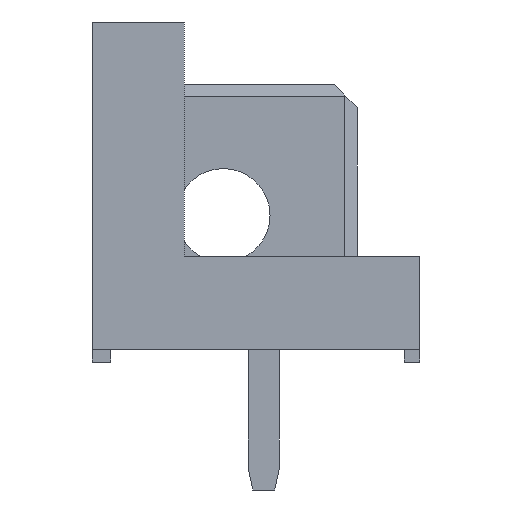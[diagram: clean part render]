
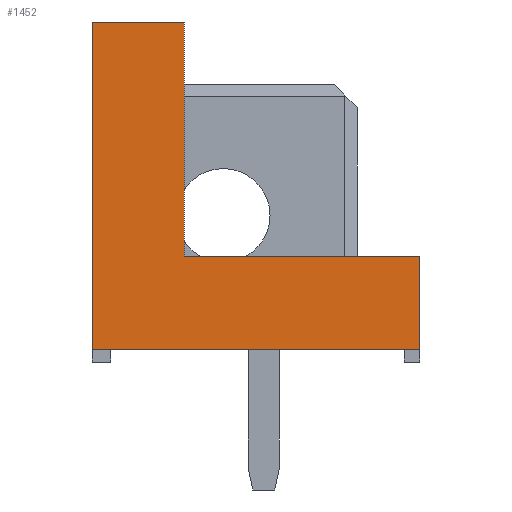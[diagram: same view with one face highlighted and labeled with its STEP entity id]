
A CAD part, left-side view. The second image highlights one B-rep face of the part: STEP entity #1452.
In plain terms, the highlighted planar face has unit normal (-1, 0, 0).
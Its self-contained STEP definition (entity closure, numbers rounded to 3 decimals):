
#1452 = ADVANCED_FACE( '', ( #3218 ), #3219, .F. );
#3218 = FACE_OUTER_BOUND( '', #5350, .T. );
#3219 = PLANE( '', #5351 );
#5350 = EDGE_LOOP( '', ( #9446, #9447, #9448, #9449, #9450, #9451 ) );
#5351 = AXIS2_PLACEMENT_3D( '', #9452, #9453, #9454 );
#9446 = ORIENTED_EDGE( '', *, *, #14948, .F. );
#9447 = ORIENTED_EDGE( '', *, *, #13764, .F. );
#9448 = ORIENTED_EDGE( '', *, *, #13960, .F. );
#9449 = ORIENTED_EDGE( '', *, *, #14256, .F. );
#9450 = ORIENTED_EDGE( '', *, *, #14949, .F. );
#9451 = ORIENTED_EDGE( '', *, *, #14950, .F. );
#9452 = CARTESIAN_POINT( '', ( -37.5, 0., 0. ) );
#9453 = DIRECTION( '', ( 1., 0., 0. ) );
#9454 = DIRECTION( '', ( 0., 0., -1. ) );
#13764 = EDGE_CURVE( '', #16768, #16770, #16771, .T. );
#13960 = EDGE_CURVE( '', #17135, #16768, #17137, .T. );
#14256 = EDGE_CURVE( '', #17608, #17135, #17610, .T. );
#14948 = EDGE_CURVE( '', #16770, #18644, #18645, .T. );
#14949 = EDGE_CURVE( '', #18646, #17608, #18647, .T. );
#14950 = EDGE_CURVE( '', #18644, #18646, #18648, .T. );
#16768 = VERTEX_POINT( '', #21044 );
#16770 = VERTEX_POINT( '', #21047 );
#16771 = LINE( '', #21048, #21049 );
#17135 = VERTEX_POINT( '', #21599 );
#17137 = LINE( '', #21602, #21603 );
#17608 = VERTEX_POINT( '', #22309 );
#17610 = LINE( '', #22312, #22313 );
#18644 = VERTEX_POINT( '', #23878 );
#18645 = LINE( '', #23879, #23880 );
#18646 = VERTEX_POINT( '', #23881 );
#18647 = LINE( '', #23882, #23883 );
#18648 = LINE( '', #23884, #23885 );
#21044 = CARTESIAN_POINT( '', ( -37.5, -3.775, -3.75 ) );
#21047 = CARTESIAN_POINT( '', ( -37.5, -3.775, -6.75 ) );
#21048 = CARTESIAN_POINT( '', ( -37.5, -3.775, -7.15 ) );
#21049 = VECTOR( '', #26135, 1000. );
#21599 = CARTESIAN_POINT( '', ( -37.5, 3.775, -3.75 ) );
#21602 = CARTESIAN_POINT( '', ( -37.5, 3.775, -3.75 ) );
#21603 = VECTOR( '', #26323, 1000. );
#22309 = CARTESIAN_POINT( '', ( -37.5, 3.775, 3.75 ) );
#22312 = CARTESIAN_POINT( '', ( -37.5, 3.775, 3.75 ) );
#22313 = VECTOR( '', #26560, 1000. );
#23878 = CARTESIAN_POINT( '', ( -37.5, 6.725, -6.75 ) );
#23879 = CARTESIAN_POINT( '', ( -37.5, 0., -6.75 ) );
#23880 = VECTOR( '', #27095, 1000. );
#23881 = CARTESIAN_POINT( '', ( -37.5, 6.725, 3.75 ) );
#23882 = CARTESIAN_POINT( '', ( -37.5, 3.775, 3.75 ) );
#23883 = VECTOR( '', #27096, 1000. );
#23884 = CARTESIAN_POINT( '', ( -37.5, 6.725, 3.75 ) );
#23885 = VECTOR( '', #27097, 1000. );
#26135 = DIRECTION( '', ( 0., 0., -1. ) );
#26323 = DIRECTION( '', ( 0., -1., 0. ) );
#26560 = DIRECTION( '', ( 0., 0., -1. ) );
#27095 = DIRECTION( '', ( 0., 1., 0. ) );
#27096 = DIRECTION( '', ( 0., -1., 0. ) );
#27097 = DIRECTION( '', ( 0., 0., 1. ) );
